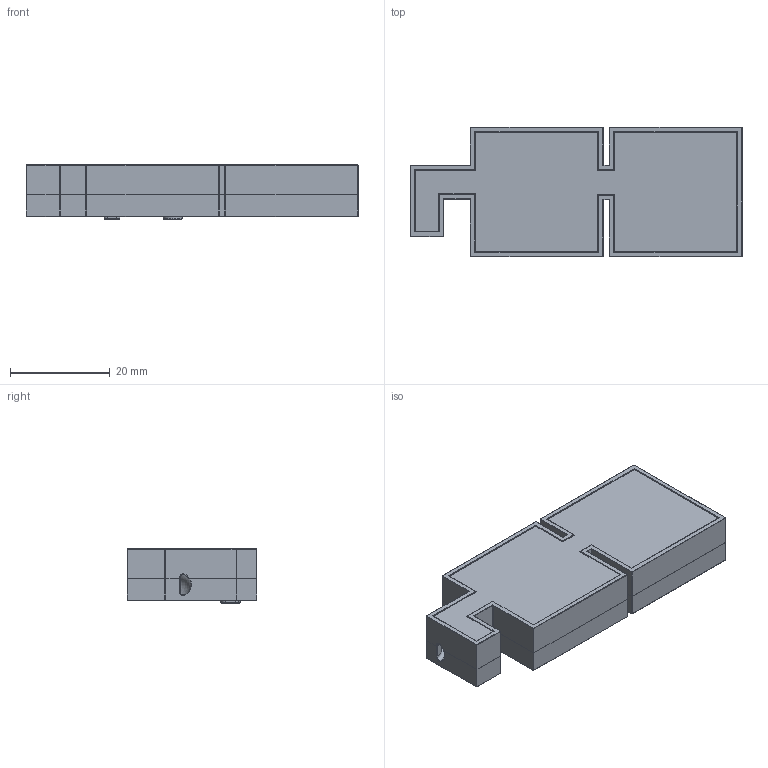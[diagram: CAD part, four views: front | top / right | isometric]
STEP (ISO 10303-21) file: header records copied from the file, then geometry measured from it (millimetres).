
FILE_DESCRIPTION(/* description */ (''),/* implementation_level */ '2;1');
FILE_NAME(/* name */ 'Enclosure.step',/* time_stamp */ '2023-11-15T16:58:30+05:30',/* author */ (''),/* organization */ (''),/* preprocessor_version */ 'ST-DEVELOPER v20',/* originating_system */ 'Autodesk Translation Framework v12.14.0.127',/* authorisation */ '');
FILE_SCHEMA (('AUTOMOTIVE_DESIGN { 1 0 10303 214 3 1 1 }'));
Length unit declared in the file: millimetre
Products named in the file (5): Enclosure; Clear Top; Bottom; Button; SW cap
Assembly tree (4 placements, depth 2):
  Enclosure
    Clear Top
    Bottom
    Button
    SW cap
Bounding box: 66.47 x 25.95 x 10.88 mm (x, y, z)
Volume: 6350.7 mm3; surface area: 11664.6 mm2
Topology: 4 solids, 4 shells, 1303 faces, 3355 edges, 2057 vertices
Faces by surface type: plane 756, cylinder 371, bspline 102, torus 44, cone 30
Full cylindrical faces by diameter (mm): 1.838 x1, 3.825 x1, 4.143 x1, 6 x1
Entity records: 41402 total; most frequent: CARTESIAN_POINT 9836, ORIENTED_EDGE 6612, DIRECTION 6403, EDGE_CURVE 3306, LINE 2435, VECTOR 2435, VERTEX_POINT 2057, AXIS2_PLACEMENT_3D 1984
